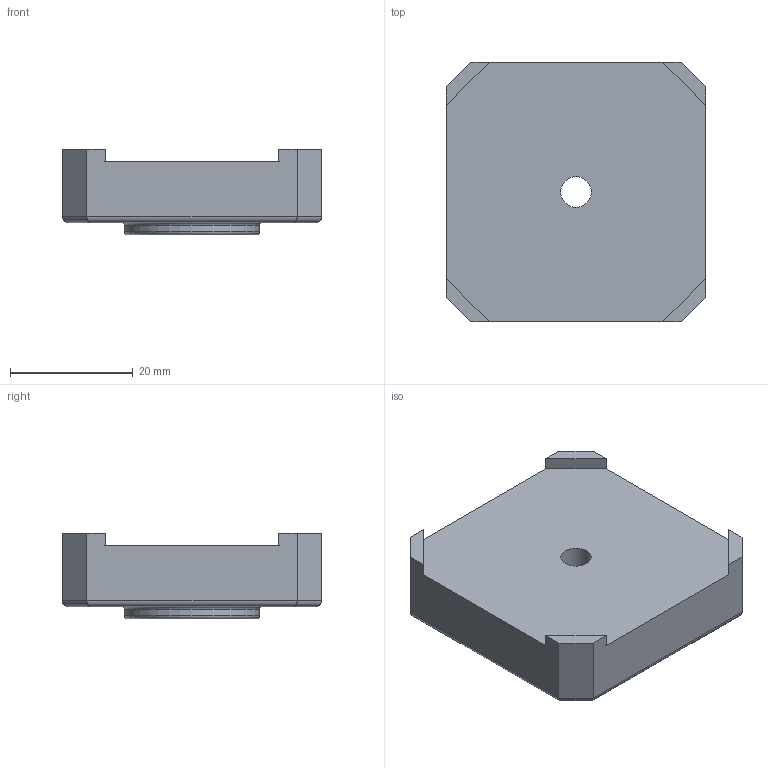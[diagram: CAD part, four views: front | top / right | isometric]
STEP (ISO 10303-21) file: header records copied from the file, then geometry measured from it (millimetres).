
FILE_DESCRIPTION(('HOOPS Exchange Step'),'2;1');
FILE_NAME('Tapa.step','2019-02-19T19:17:38+00:00',('SYSTEM'),('Unknown organisation'),'HOOPS Exchange 10.0','HOOPS Exchange','Unknown authorisation');
FILE_SCHEMA( ('AP203_CONFIGURATION_CONTROLLED_3D_DESIGN_OF_MECHANICAL_PARTS_AND_ASSEMBLIES_MIM_LF') );
Length unit declared in the file: millimetre
Products named in the file (2): Predeterminado; Tapa
Assembly tree (1 placements, depth 2):
  Tapa
    Predeterminado
Bounding box: 42.3 x 42.3 x 14 mm (x, y, z)
Volume: 17538.4 mm3; surface area: 5753.1 mm2
Topology: 1 solids, 1 shells, 47 faces, 104 edges, 65 vertices
Faces by surface type: plane 24, cylinder 15, torus 8
Full cylindrical faces by diameter (mm): 3 x4, 5 x1, 11 x1, 22 x1
Entity records: 1358 total; most frequent: DIRECTION 245, CARTESIAN_POINT 219, ORIENTED_EDGE 208, EDGE_CURVE 104, AXIS2_PLACEMENT_3D 91, VERTEX_POINT 65, VECTOR 63, LINE 63
